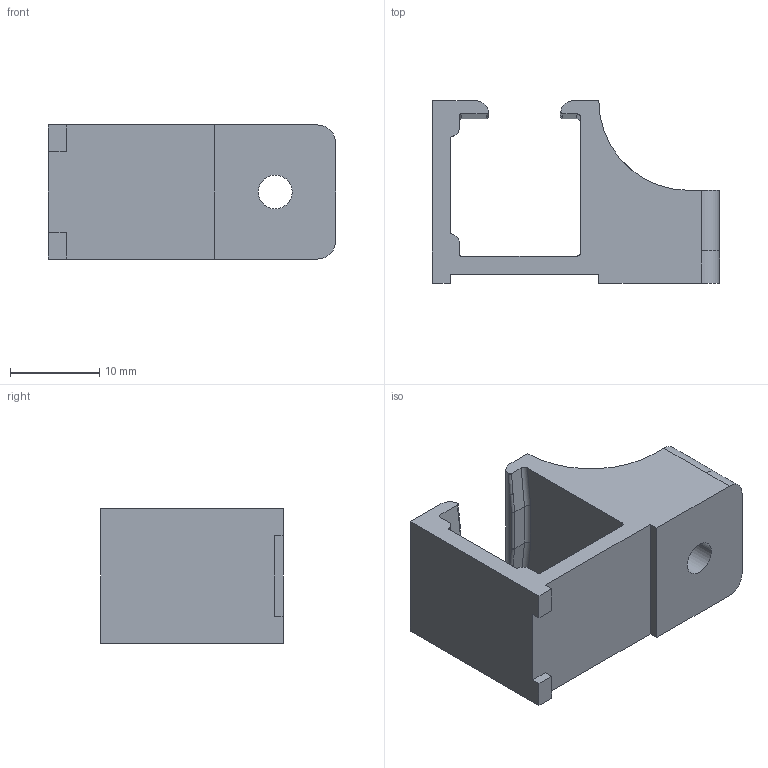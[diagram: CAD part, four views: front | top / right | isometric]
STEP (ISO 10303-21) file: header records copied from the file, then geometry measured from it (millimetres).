
FILE_DESCRIPTION (( 'STEP AP203' ), '1' );
FILE_NAME ('PR2122 V0.70.STEP', '2024-02-28T14:38:21', ( '' ), ( '' ), 'SwSTEP 2.0', 'SolidWorks 2022', '' );
FILE_SCHEMA (( 'CONFIG_CONTROL_DESIGN' ));
Length unit declared in the file: millimetre
Products named in the file (1): PR2122 V0.70
Bounding box: 32.1 x 20.41 x 15 mm (x, y, z)
Volume: 4056 mm3; surface area: 2884.3 mm2
Topology: 1 solids, 1 shells, 64 faces, 171 edges, 110 vertices
Faces by surface type: plane 31, cylinder 29, bspline 4
Entity records: 2154 total; most frequent: CARTESIAN_POINT 534, ORIENTED_EDGE 342, DIRECTION 301, EDGE_CURVE 171, VECTOR 111, LINE 111, VERTEX_POINT 110, AXIS2_PLACEMENT_3D 95
